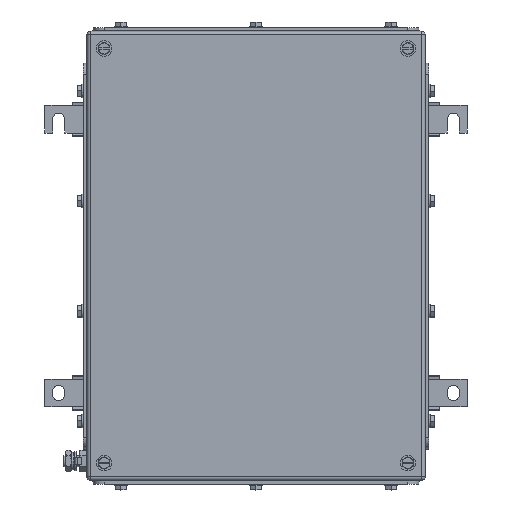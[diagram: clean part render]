
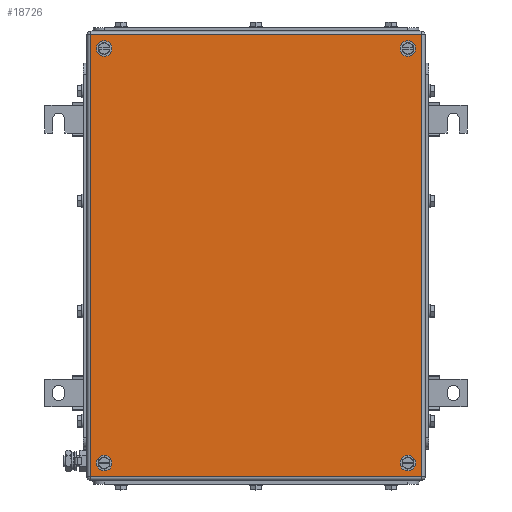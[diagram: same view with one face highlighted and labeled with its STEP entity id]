
A CAD part, top view. The second image highlights one B-rep face of the part: STEP entity #18726.
In plain terms, the highlighted planar face has unit normal (0, 0, 1).
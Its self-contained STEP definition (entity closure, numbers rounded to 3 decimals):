
#18600=AXIS2_PLACEMENT_3D('Circle Axis2P3D',#18598,#18599,$) ;
#18627=AXIS2_PLACEMENT_3D('Plane Axis2P3D',#18624,#18625,#18626) ;
#18665=AXIS2_PLACEMENT_3D('Circle Axis2P3D',#18663,#18664,$) ;
#18674=AXIS2_PLACEMENT_3D('Circle Axis2P3D',#18672,#18673,$) ;
#18683=AXIS2_PLACEMENT_3D('Circle Axis2P3D',#18681,#18682,$) ;
#18692=AXIS2_PLACEMENT_3D('Circle Axis2P3D',#18690,#18691,$) ;
#18701=AXIS2_PLACEMENT_3D('Circle Axis2P3D',#18699,#18700,$) ;
#18710=AXIS2_PLACEMENT_3D('Circle Axis2P3D',#18708,#18709,$) ;
#18719=AXIS2_PLACEMENT_3D('Circle Axis2P3D',#18717,#18718,$) ;
#18595=CARTESIAN_POINT('Vertex',(56.5,398.5,153.5)) ;
#18598=CARTESIAN_POINT('Axis2P3D Location',(53.,398.5,153.5)) ;
#18602=CARTESIAN_POINT('Vertex',(49.5,398.5,153.5)) ;
#18624=CARTESIAN_POINT('Axis2P3D Location',(190.5,211.,153.5)) ;
#18629=CARTESIAN_POINT('Line Origine',(190.5,410.5,153.5)) ;
#18633=CARTESIAN_POINT('Vertex',(340.,410.5,153.5)) ;
#18635=CARTESIAN_POINT('Vertex',(41.,410.5,153.5)) ;
#18638=CARTESIAN_POINT('Line Origine',(41.,211.,153.5)) ;
#18642=CARTESIAN_POINT('Vertex',(41.,11.5,153.5)) ;
#18645=CARTESIAN_POINT('Line Origine',(190.5,11.5,153.5)) ;
#18649=CARTESIAN_POINT('Vertex',(340.,11.5,153.5)) ;
#18652=CARTESIAN_POINT('Line Origine',(340.,211.,153.5)) ;
#18663=CARTESIAN_POINT('Axis2P3D Location',(53.,398.5,153.5)) ;
#18672=CARTESIAN_POINT('Axis2P3D Location',(53.,23.5,153.5)) ;
#18676=CARTESIAN_POINT('Vertex',(49.5,23.5,153.5)) ;
#18678=CARTESIAN_POINT('Vertex',(56.5,23.5,153.5)) ;
#18681=CARTESIAN_POINT('Axis2P3D Location',(53.,23.5,153.5)) ;
#18690=CARTESIAN_POINT('Axis2P3D Location',(328.,23.5,153.5)) ;
#18694=CARTESIAN_POINT('Vertex',(331.5,23.5,153.5)) ;
#18696=CARTESIAN_POINT('Vertex',(324.5,23.5,153.5)) ;
#18699=CARTESIAN_POINT('Axis2P3D Location',(328.,23.5,153.5)) ;
#18708=CARTESIAN_POINT('Axis2P3D Location',(328.,398.5,153.5)) ;
#18712=CARTESIAN_POINT('Vertex',(331.5,398.5,153.5)) ;
#18714=CARTESIAN_POINT('Vertex',(324.5,398.5,153.5)) ;
#18717=CARTESIAN_POINT('Axis2P3D Location',(328.,398.5,153.5)) ;
#18599=DIRECTION('Axis2P3D Direction',(0.,0.,1.)) ;
#18625=DIRECTION('Axis2P3D Direction',(0.,0.,1.)) ;
#18626=DIRECTION('Axis2P3D XDirection',(1.,0.,0.)) ;
#18630=DIRECTION('Vector Direction',(1.,0.,0.)) ;
#18639=DIRECTION('Vector Direction',(0.,-1.,0.)) ;
#18646=DIRECTION('Vector Direction',(1.,0.,0.)) ;
#18653=DIRECTION('Vector Direction',(0.,1.,0.)) ;
#18664=DIRECTION('Axis2P3D Direction',(0.,0.,1.)) ;
#18673=DIRECTION('Axis2P3D Direction',(0.,0.,1.)) ;
#18682=DIRECTION('Axis2P3D Direction',(0.,0.,1.)) ;
#18691=DIRECTION('Axis2P3D Direction',(0.,0.,1.)) ;
#18700=DIRECTION('Axis2P3D Direction',(0.,0.,1.)) ;
#18709=DIRECTION('Axis2P3D Direction',(0.,0.,1.)) ;
#18718=DIRECTION('Axis2P3D Direction',(0.,0.,1.)) ;
#18631=VECTOR('Line Direction',#18630,1.) ;
#18640=VECTOR('Line Direction',#18639,1.) ;
#18647=VECTOR('Line Direction',#18646,1.) ;
#18654=VECTOR('Line Direction',#18653,1.) ;
#18658=ORIENTED_EDGE('',*,*,#18637,.T.) ;
#18659=ORIENTED_EDGE('',*,*,#18644,.T.) ;
#18660=ORIENTED_EDGE('',*,*,#18651,.T.) ;
#18661=ORIENTED_EDGE('',*,*,#18656,.T.) ;
#18669=ORIENTED_EDGE('',*,*,#18667,.F.) ;
#18670=ORIENTED_EDGE('',*,*,#18604,.F.) ;
#18687=ORIENTED_EDGE('',*,*,#18680,.F.) ;
#18688=ORIENTED_EDGE('',*,*,#18685,.F.) ;
#18705=ORIENTED_EDGE('',*,*,#18698,.F.) ;
#18706=ORIENTED_EDGE('',*,*,#18703,.F.) ;
#18723=ORIENTED_EDGE('',*,*,#18716,.F.) ;
#18724=ORIENTED_EDGE('',*,*,#18721,.F.) ;
#18671=FACE_BOUND('',#18668,.T.) ;
#18689=FACE_BOUND('',#18686,.T.) ;
#18707=FACE_BOUND('',#18704,.T.) ;
#18725=FACE_BOUND('',#18722,.T.) ;
#18726=ADVANCED_FACE('ZUB_KTB_FS_403015_4GP_AllCATPart.2\\ZUB_DE_KTB_FS_400x300.1\\DE_KTB_MH_PART_MASTER.1\\Koerper.2',(#18662,#18671,#18689,#18707,#18725),#18628,.T.) ;
#18601=CIRCLE('generated circle',#18600,3.5) ;
#18666=CIRCLE('generated circle',#18665,3.5) ;
#18675=CIRCLE('generated circle',#18674,3.5) ;
#18684=CIRCLE('generated circle',#18683,3.5) ;
#18693=CIRCLE('generated circle',#18692,3.5) ;
#18702=CIRCLE('generated circle',#18701,3.5) ;
#18711=CIRCLE('generated circle',#18710,3.5) ;
#18720=CIRCLE('generated circle',#18719,3.5) ;
#18604=EDGE_CURVE('',#18596,#18603,#18601,.T.) ;
#18637=EDGE_CURVE('',#18634,#18636,#18632,.F.) ;
#18644=EDGE_CURVE('',#18636,#18643,#18641,.T.) ;
#18651=EDGE_CURVE('',#18643,#18650,#18648,.T.) ;
#18656=EDGE_CURVE('',#18650,#18634,#18655,.T.) ;
#18667=EDGE_CURVE('',#18603,#18596,#18666,.T.) ;
#18680=EDGE_CURVE('',#18677,#18679,#18675,.T.) ;
#18685=EDGE_CURVE('',#18679,#18677,#18684,.T.) ;
#18698=EDGE_CURVE('',#18695,#18697,#18693,.T.) ;
#18703=EDGE_CURVE('',#18697,#18695,#18702,.T.) ;
#18716=EDGE_CURVE('',#18713,#18715,#18711,.T.) ;
#18721=EDGE_CURVE('',#18715,#18713,#18720,.T.) ;
#18657=EDGE_LOOP('',(#18658,#18659,#18660,#18661)) ;
#18668=EDGE_LOOP('',(#18669,#18670)) ;
#18686=EDGE_LOOP('',(#18687,#18688)) ;
#18704=EDGE_LOOP('',(#18705,#18706)) ;
#18722=EDGE_LOOP('',(#18723,#18724)) ;
#18662=FACE_OUTER_BOUND('',#18657,.T.) ;
#18632=LINE('Line',#18629,#18631) ;
#18641=LINE('Line',#18638,#18640) ;
#18648=LINE('Line',#18645,#18647) ;
#18655=LINE('Line',#18652,#18654) ;
#18628=PLANE('',#18627) ;
#18596=VERTEX_POINT('',#18595) ;
#18603=VERTEX_POINT('',#18602) ;
#18634=VERTEX_POINT('',#18633) ;
#18636=VERTEX_POINT('',#18635) ;
#18643=VERTEX_POINT('',#18642) ;
#18650=VERTEX_POINT('',#18649) ;
#18677=VERTEX_POINT('',#18676) ;
#18679=VERTEX_POINT('',#18678) ;
#18695=VERTEX_POINT('',#18694) ;
#18697=VERTEX_POINT('',#18696) ;
#18713=VERTEX_POINT('',#18712) ;
#18715=VERTEX_POINT('',#18714) ;
